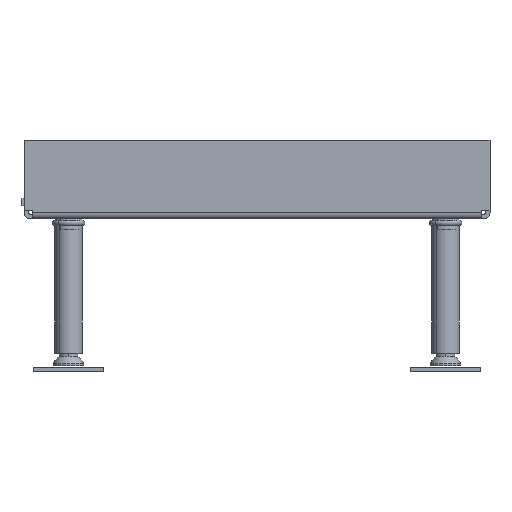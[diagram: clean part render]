
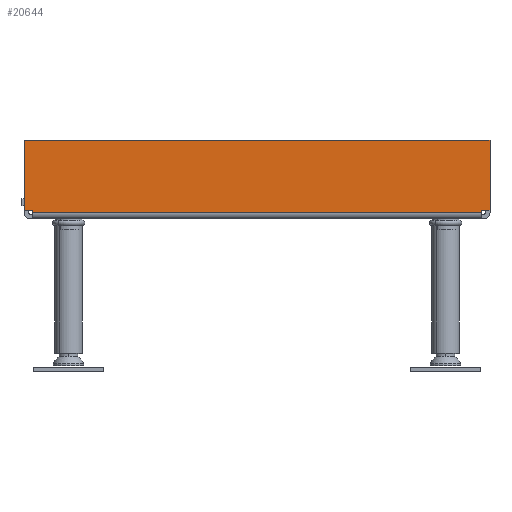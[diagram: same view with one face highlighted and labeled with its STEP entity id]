
A CAD part, left-side view. The second image highlights one B-rep face of the part: STEP entity #20644.
In plain terms, the highlighted planar face has unit normal (-1, 0, 0).
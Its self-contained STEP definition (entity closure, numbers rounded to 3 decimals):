
#470 = ORIENTED_EDGE ( 'NONE', *, *, #10147, .T. ) ;
#472 = AXIS2_PLACEMENT_3D ( 'NONE', #12667, #2473, #14425 ) ;
#554 = EDGE_CURVE ( 'NONE', #10161, #7717, #15803, .T. ) ;
#660 = ORIENTED_EDGE ( 'NONE', *, *, #3303, .F. ) ;
#985 = EDGE_CURVE ( 'NONE', #7998, #16616, #8844, .T. ) ;
#1749 = LINE ( 'NONE', #11316, #4696 ) ;
#2308 = CARTESIAN_POINT ( 'NONE',  ( -99.5, -99.5, -31.5 ) ) ;
#2361 = CARTESIAN_POINT ( 'NONE',  ( -99.5, -99.5, -29.9 ) ) ;
#2473 = DIRECTION ( 'NONE',  ( -1., 0., 0. ) ) ;
#2511 = VECTOR ( 'NONE', #19338, 1000. ) ;
#2855 = DIRECTION ( 'NONE',  ( 0., 0., 1. ) ) ;
#2980 = CARTESIAN_POINT ( 'NONE',  ( -99.5, 462.141, -30.9 ) ) ;
#3091 = CARTESIAN_POINT ( 'NONE',  ( -99.5, 95.9, -30.9 ) ) ;
#3303 = EDGE_CURVE ( 'NONE', #16616, #14334, #1749, .T. ) ;
#4136 = EDGE_CURVE ( 'NONE', #10161, #19780, #6712, .T. ) ;
#4224 = FACE_OUTER_BOUND ( 'NONE', #14253, .T. ) ;
#4696 = VECTOR ( 'NONE', #2855, 1000. ) ;
#4836 = CARTESIAN_POINT ( 'NONE',  ( -99.5, 99.5, -31.5 ) ) ;
#5683 = DIRECTION ( 'NONE',  ( 0., 0., -1. ) ) ;
#5853 = CARTESIAN_POINT ( 'NONE',  ( -99.5, -95.9, -33.5 ) ) ;
#6048 = CARTESIAN_POINT ( 'NONE',  ( -99.5, -95.9, -30.9 ) ) ;
#6500 = DIRECTION ( 'NONE',  ( 0., 0., -1. ) ) ;
#6582 = CARTESIAN_POINT ( 'NONE',  ( -99.5, -99.5, -29.9 ) ) ;
#6712 = LINE ( 'NONE', #2308, #15813 ) ;
#7470 = PLANE ( 'NONE',  #472 ) ;
#7512 = DIRECTION ( 'NONE',  ( 0., -1., 0. ) ) ;
#7613 = ORIENTED_EDGE ( 'NONE', *, *, #4136, .F. ) ;
#7717 = VERTEX_POINT ( 'NONE', #11717 ) ;
#7998 = VERTEX_POINT ( 'NONE', #6048 ) ;
#8776 = CARTESIAN_POINT ( 'NONE',  ( -99.5, 95.9, -29.9 ) ) ;
#8844 = LINE ( 'NONE', #2980, #10434 ) ;
#8933 = CARTESIAN_POINT ( 'NONE',  ( -99.5, -95.9, -29.9 ) ) ;
#9140 = ORIENTED_EDGE ( 'NONE', *, *, #18466, .T. ) ;
#9266 = CARTESIAN_POINT ( 'NONE',  ( -99.5, -99.5, 0. ) ) ;
#9915 = LINE ( 'NONE', #2361, #17930 ) ;
#10147 = EDGE_CURVE ( 'NONE', #18063, #14334, #17351, .T. ) ;
#10161 = VERTEX_POINT ( 'NONE', #9266 ) ;
#10345 = ORIENTED_EDGE ( 'NONE', *, *, #12418, .T. ) ;
#10434 = VECTOR ( 'NONE', #18347, 1000. ) ;
#10981 = DIRECTION ( 'NONE',  ( 0., 0., 1. ) ) ;
#11316 = CARTESIAN_POINT ( 'NONE',  ( -99.5, 95.9, -30.9 ) ) ;
#11717 = CARTESIAN_POINT ( 'NONE',  ( -99.5, 99.5, 0. ) ) ;
#12418 = EDGE_CURVE ( 'NONE', #7717, #18063, #18069, .T. ) ;
#12667 = CARTESIAN_POINT ( 'NONE',  ( -99.5, -99.5, -33.5 ) ) ;
#12955 = VECTOR ( 'NONE', #6500, 1000. ) ;
#14013 = EDGE_CURVE ( 'NONE', #19905, #19780, #9915, .T. ) ;
#14253 = EDGE_LOOP ( 'NONE', ( #15224, #10345, #470, #660, #18984, #9140, #14437, #7613 ) ) ;
#14334 = VERTEX_POINT ( 'NONE', #8776 ) ;
#14425 = DIRECTION ( 'NONE',  ( 0., 0., 1. ) ) ;
#14437 = ORIENTED_EDGE ( 'NONE', *, *, #14013, .T. ) ;
#15046 = VECTOR ( 'NONE', #10981, 1000. ) ;
#15224 = ORIENTED_EDGE ( 'NONE', *, *, #554, .T. ) ;
#15803 = LINE ( 'NONE', #17592, #2511 ) ;
#15813 = VECTOR ( 'NONE', #5683, 1000. ) ;
#16616 = VERTEX_POINT ( 'NONE', #3091 ) ;
#17351 = LINE ( 'NONE', #17757, #21872 ) ;
#17592 = CARTESIAN_POINT ( 'NONE',  ( -99.5, -99.5, 0. ) ) ;
#17757 = CARTESIAN_POINT ( 'NONE',  ( -99.5, -99.5, -29.9 ) ) ;
#17930 = VECTOR ( 'NONE', #7512, 1000. ) ;
#18063 = VERTEX_POINT ( 'NONE', #21890 ) ;
#18069 = LINE ( 'NONE', #4836, #12955 ) ;
#18347 = DIRECTION ( 'NONE',  ( 0., 1., 0. ) ) ;
#18466 = EDGE_CURVE ( 'NONE', #7998, #19905, #19593, .T. ) ;
#18984 = ORIENTED_EDGE ( 'NONE', *, *, #985, .F. ) ;
#19338 = DIRECTION ( 'NONE',  ( 0., 1., 0. ) ) ;
#19419 = DIRECTION ( 'NONE',  ( 0., -1., 0. ) ) ;
#19593 = LINE ( 'NONE', #5853, #15046 ) ;
#19780 = VERTEX_POINT ( 'NONE', #6582 ) ;
#19905 = VERTEX_POINT ( 'NONE', #8933 ) ;
#20644 = ADVANCED_FACE ( 'NONE', ( #4224 ), #7470, .T. ) ;
#21872 = VECTOR ( 'NONE', #19419, 1000. ) ;
#21890 = CARTESIAN_POINT ( 'NONE',  ( -99.5, 99.5, -29.9 ) ) ;
